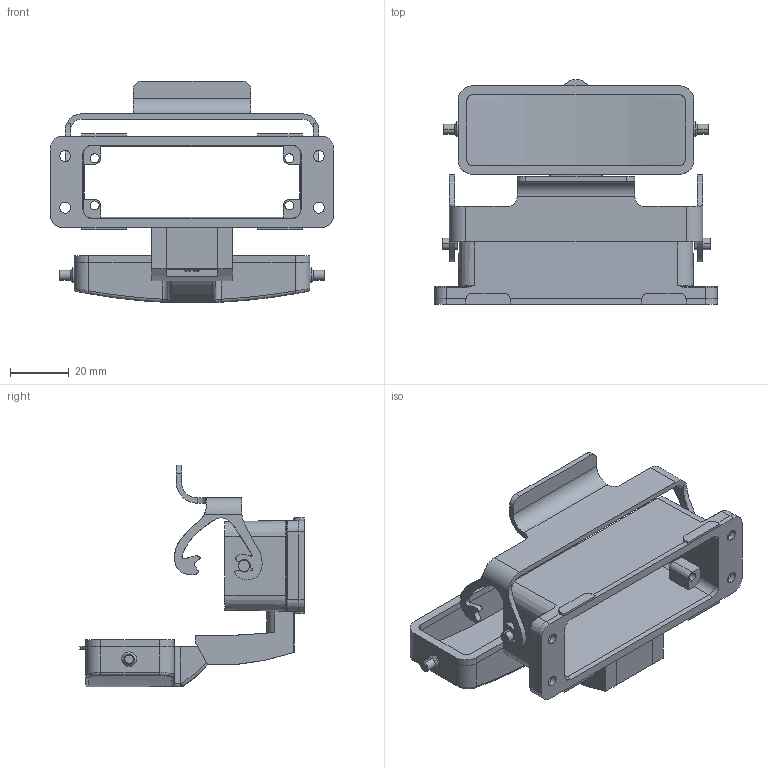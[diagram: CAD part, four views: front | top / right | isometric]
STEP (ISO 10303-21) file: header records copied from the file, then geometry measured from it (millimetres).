
FILE_DESCRIPTION (( 'STEP AP214' ), '1' );
FILE_NAME ('ZP-MC16A-2-SBHMC.step', '2015-08-12T18:12:46', ( '' ), ( '' ), 'SwSTEP 2.0', 'SolidWorks 2014', '' );
FILE_SCHEMA (( 'AUTOMOTIVE_DESIGN' ));
Length unit declared in the file: millimetre
Products named in the file (1): ZP-MC16A-2-SBHMC
Bounding box: 96 x 76.28 x 75.2 mm (x, y, z)
Volume: 47233.3 mm3; surface area: 33632.2 mm2
Topology: 6 solids, 6 shells, 339 faces, 853 edges, 528 vertices
Faces by surface type: plane 152, cylinder 109, cone 36, bspline 25, torus 15, sphere 2
Entity records: 13240 total; most frequent: CARTESIAN_POINT 3052, ORIENTED_EDGE 1698, DIRECTION 1648, EDGE_CURVE 849, AXIS2_PLACEMENT_3D 582, VERTEX_POINT 528, LINE 484, VECTOR 484
